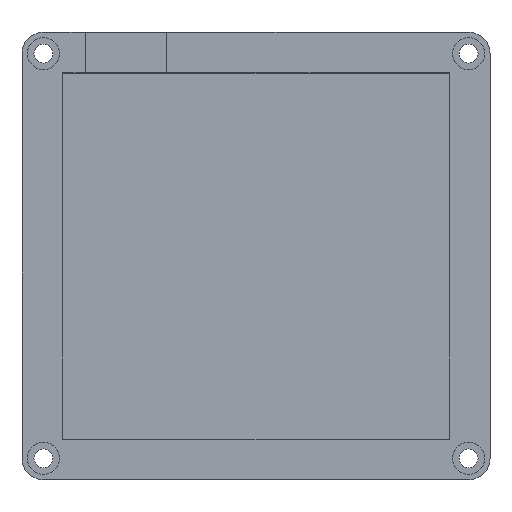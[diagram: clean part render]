
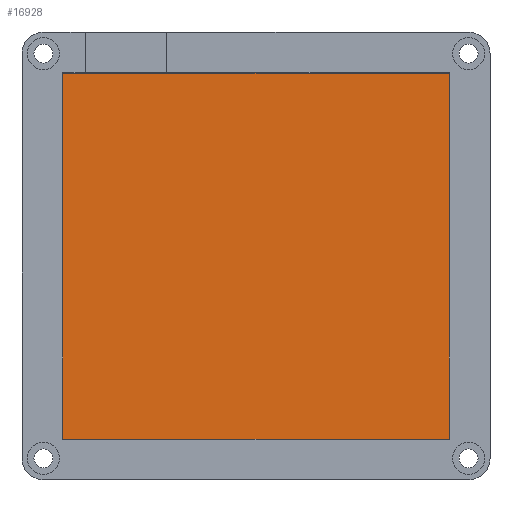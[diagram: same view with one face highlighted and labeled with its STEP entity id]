
A CAD part, top view. The second image highlights one B-rep face of the part: STEP entity #16928.
In plain terms, the highlighted planar face has unit normal (0, 0, 1).
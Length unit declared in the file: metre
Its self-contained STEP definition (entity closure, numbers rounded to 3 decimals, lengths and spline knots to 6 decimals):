
#404=PLANE('',#18375);
#836=LINE('',#26916,#2108);
#848=LINE('',#26939,#2120);
#850=LINE('',#26943,#2122);
#852=LINE('',#26947,#2124);
#2108=VECTOR('',#21050,1.);
#2120=VECTOR('',#21070,1.);
#2122=VECTOR('',#21074,1.);
#2124=VECTOR('',#21078,1.);
#3989=ORIENTED_EDGE('',*,*,#9359,.F.);
#3990=ORIENTED_EDGE('',*,*,#9357,.T.);
#3991=ORIENTED_EDGE('',*,*,#9345,.T.);
#3992=ORIENTED_EDGE('',*,*,#9361,.F.);
#9345=EDGE_CURVE('',#12050,#12049,#836,.T.);
#9357=EDGE_CURVE('',#12057,#12050,#848,.T.);
#9359=EDGE_CURVE('',#12057,#12058,#850,.T.);
#9361=EDGE_CURVE('',#12058,#12049,#852,.T.);
#12049=VERTEX_POINT('',#26915);
#12050=VERTEX_POINT('',#26917);
#12057=VERTEX_POINT('',#26940);
#12058=VERTEX_POINT('',#26944);
#14401=EDGE_LOOP('',(#3989,#3990,#3991,#3992));
#15393=FACE_BOUND('',#14401,.T.);
#16928=ADVANCED_FACE('',(#15393),#404,.T.);
#18375=AXIS2_PLACEMENT_3D('',#27016,#21092,#21093);
#21050=DIRECTION('',(-1.,0.,0.));
#21070=DIRECTION('',(0.,1.,0.));
#21074=DIRECTION('',(-1.,0.,0.));
#21078=DIRECTION('',(0.,1.,0.));
#21092=DIRECTION('',(0.,0.,1.));
#21093=DIRECTION('',(1.,0.,0.));
#26915=CARTESIAN_POINT('',(-0.04515,0.04275,0.003));
#26916=CARTESIAN_POINT('',(0.,0.04275,0.003));
#26917=CARTESIAN_POINT('',(0.04515,0.04275,0.003));
#26939=CARTESIAN_POINT('',(0.04515,0.,0.003));
#26940=CARTESIAN_POINT('',(0.04515,-0.04275,0.003));
#26943=CARTESIAN_POINT('',(0.,-0.04275,0.003));
#26944=CARTESIAN_POINT('',(-0.04515,-0.04275,0.003));
#26947=CARTESIAN_POINT('',(-0.04515,0.,0.003));
#27016=CARTESIAN_POINT('',(0.,0.,0.003));
